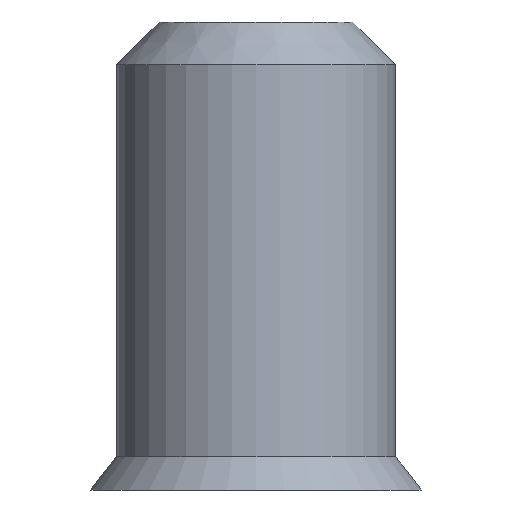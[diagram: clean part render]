
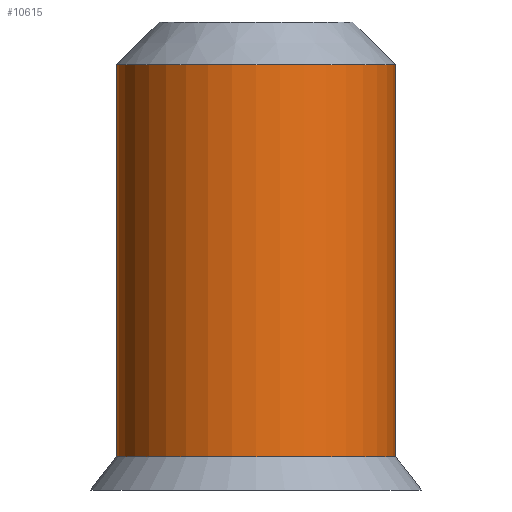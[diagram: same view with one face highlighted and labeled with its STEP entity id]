
A CAD part, front view. The second image highlights one B-rep face of the part: STEP entity #10615.
In plain terms, the highlighted cylindrical face has radius 2.95 mm (diameter 5.9 mm), a full revolution.
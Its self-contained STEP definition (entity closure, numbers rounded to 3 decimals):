
#363 = DIRECTION ( 'NONE',  ( 0., 0., 1. ) ) ;
#989 = FACE_OUTER_BOUND ( 'NONE', #4135, .T. ) ;
#1242 = CYLINDRICAL_SURFACE ( 'NONE', #9195, 2.95 ) ;
#2024 = VERTEX_POINT ( 'NONE', #8854 ) ;
#2120 = DIRECTION ( 'NONE',  ( 1., 0., 0. ) ) ;
#2138 = CARTESIAN_POINT ( 'NONE',  ( 2.95, 0., 0.7 ) ) ;
#2167 = CARTESIAN_POINT ( 'NONE',  ( 0., 0., 9. ) ) ;
#2543 = EDGE_CURVE ( 'NONE', #2024, #2024, #5653, .T. ) ;
#3781 = EDGE_CURVE ( 'NONE', #7994, #7994, #6709, .T. ) ;
#4135 = EDGE_LOOP ( 'NONE', ( #5347 ) ) ;
#5347 = ORIENTED_EDGE ( 'NONE', *, *, #2543, .F. ) ;
#5653 = CIRCLE ( 'NONE', #9372, 2.95 ) ;
#5685 = AXIS2_PLACEMENT_3D ( 'NONE', #8376, #363, #9773 ) ;
#6709 = CIRCLE ( 'NONE', #5685, 2.95 ) ;
#7104 = CARTESIAN_POINT ( 'NONE',  ( 0., 0., 10. ) ) ;
#7178 = DIRECTION ( 'NONE',  ( 1., 0., 0. ) ) ;
#7988 = DIRECTION ( 'NONE',  ( 0., 0., 1. ) ) ;
#7994 = VERTEX_POINT ( 'NONE', #2138 ) ;
#8138 = DIRECTION ( 'NONE',  ( 0., 0., 1. ) ) ;
#8376 = CARTESIAN_POINT ( 'NONE',  ( 0., 0., 0.7 ) ) ;
#8854 = CARTESIAN_POINT ( 'NONE',  ( 2.95, 0., 9. ) ) ;
#8929 = EDGE_LOOP ( 'NONE', ( #9757 ) ) ;
#9195 = AXIS2_PLACEMENT_3D ( 'NONE', #7104, #7988, #2120 ) ;
#9372 = AXIS2_PLACEMENT_3D ( 'NONE', #2167, #8138, #7178 ) ;
#9706 = FACE_OUTER_BOUND ( 'NONE', #8929, .T. ) ;
#9757 = ORIENTED_EDGE ( 'NONE', *, *, #3781, .T. ) ;
#9773 = DIRECTION ( 'NONE',  ( 1., 0., 0. ) ) ;
#10615 = ADVANCED_FACE ( 'NONE', ( #989, #9706 ), #1242, .T. ) ;
